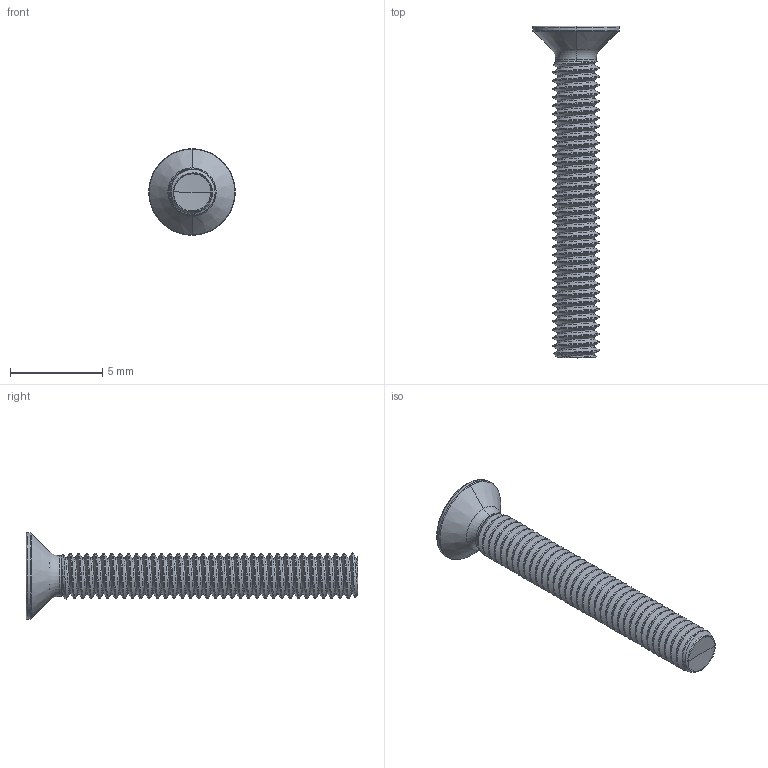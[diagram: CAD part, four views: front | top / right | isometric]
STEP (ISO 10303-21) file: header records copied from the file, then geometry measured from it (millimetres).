
FILE_DESCRIPTION (( 'STEP AP203' ), '1' );
FILE_NAME ('STM330250180.STEP', '2019-03-15T20:28:12', ( '' ), ( '' ), 'SwSTEP 2.0', 'SolidWorks 2015', '' );
FILE_SCHEMA (( 'CONFIG_CONTROL_DESIGN' ));
Length unit declared in the file: millimetre
Products named in the file (1): STM330250180
Bounding box: 4.7 x 18 x 4.7 mm (x, y, z)
Volume: 78.9 mm3; surface area: 241.8 mm2
Topology: 1 solids, 1 shells, 228 faces, 559 edges, 332 vertices
Faces by surface type: cylinder 114, bspline 46, sphere 26, plane 24, cone 10, torus 8
Entity records: 31914 total; most frequent: CARTESIAN_POINT 27262, ORIENTED_EDGE 1114, DIRECTION 811, EDGE_CURVE 557, VERTEX_POINT 332, AXIS2_PLACEMENT_3D 325, EDGE_LOOP 229, ADVANCED_FACE 228
